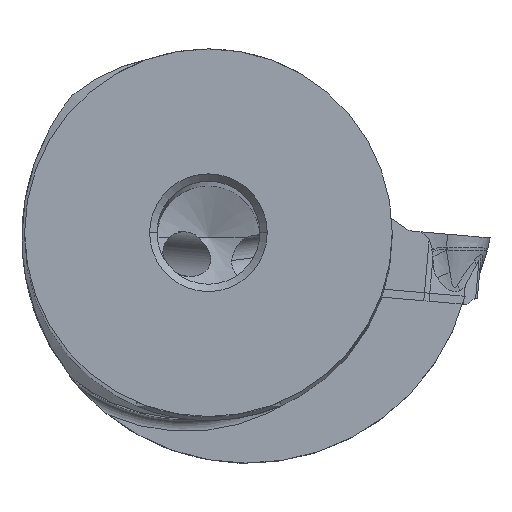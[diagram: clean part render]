
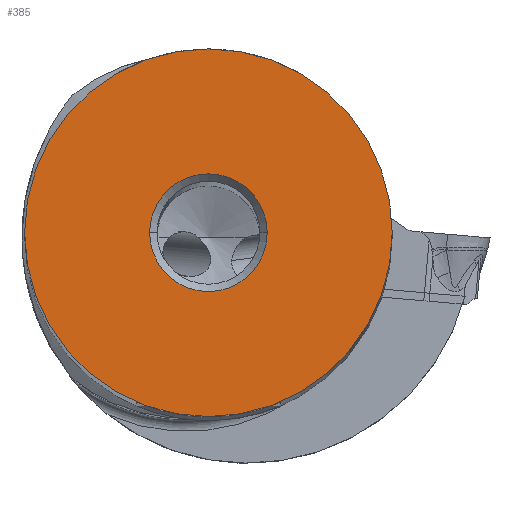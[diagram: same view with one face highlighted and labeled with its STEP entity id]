
A CAD part, top view. The second image highlights one B-rep face of the part: STEP entity #385.
In plain terms, the highlighted planar face has unit normal (0, 0, 1).
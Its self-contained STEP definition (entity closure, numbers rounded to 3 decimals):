
#50=FACE_BOUND('',#787,.T.);
#51=FACE_BOUND('',#788,.T.);
#385=ADVANCED_FACE('',(#50,#51),#442,.F.);
#442=PLANE('',#3824);
#787=EDGE_LOOP('',(#1756,#1757));
#788=EDGE_LOOP('',(#1758,#1759));
#1756=ORIENTED_EDGE('',*,*,#2724,.T.);
#1757=ORIENTED_EDGE('',*,*,#2725,.T.);
#1758=ORIENTED_EDGE('',*,*,#2723,.T.);
#1759=ORIENTED_EDGE('',*,*,#2721,.T.);
#2209=VERTEX_POINT('',#10922);
#2210=VERTEX_POINT('',#10924);
#2211=VERTEX_POINT('',#10930);
#2212=VERTEX_POINT('',#10931);
#2721=EDGE_CURVE('',#2210,#2209,#3126,.T.);
#2723=EDGE_CURVE('',#2209,#2210,#3127,.T.);
#2724=EDGE_CURVE('',#2211,#2212,#3128,.T.);
#2725=EDGE_CURVE('',#2212,#2211,#3129,.T.);
#3126=CIRCLE('',#3818,4.);
#3127=CIRCLE('',#3820,4.);
#3128=CIRCLE('',#3822,12.5);
#3129=CIRCLE('',#3823,12.5);
#3818=AXIS2_PLACEMENT_3D('',#10923,#4448,#4449);
#3820=AXIS2_PLACEMENT_3D('',#10927,#4453,#4454);
#3822=AXIS2_PLACEMENT_3D('',#10929,#4457,#4458);
#3823=AXIS2_PLACEMENT_3D('',#10932,#4459,#4460);
#3824=AXIS2_PLACEMENT_3D('',#10933,#4461,#4462);
#4448=DIRECTION('',(0.,0.,-1.));
#4449=DIRECTION('',(-1.,0.,0.));
#4453=DIRECTION('',(0.,0.,-1.));
#4454=DIRECTION('',(1.,0.,0.));
#4457=DIRECTION('',(0.,0.,1.));
#4458=DIRECTION('',(1.,0.,0.));
#4459=DIRECTION('',(0.,0.,1.));
#4460=DIRECTION('',(-1.,0.,0.));
#4461=DIRECTION('',(0.,0.,-1.));
#4462=DIRECTION('',(1.,0.,0.));
#10922=CARTESIAN_POINT('',(4.,0.,0.));
#10923=CARTESIAN_POINT('',(0.,0.,0.));
#10924=CARTESIAN_POINT('',(-4.,0.,0.));
#10927=CARTESIAN_POINT('',(0.,0.,0.));
#10929=CARTESIAN_POINT('',(0.,0.,0.));
#10930=CARTESIAN_POINT('',(12.5,0.,0.));
#10931=CARTESIAN_POINT('',(-12.5,0.,0.));
#10932=CARTESIAN_POINT('',(0.,0.,0.));
#10933=CARTESIAN_POINT('',(0.,0.,0.));
